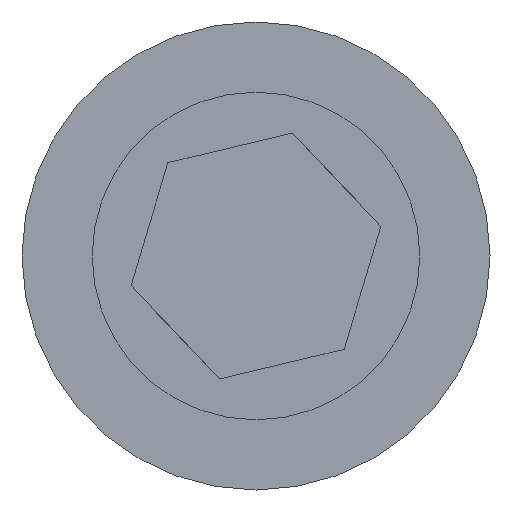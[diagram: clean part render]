
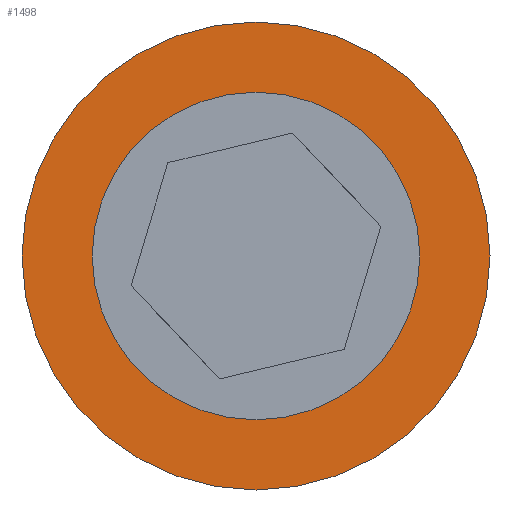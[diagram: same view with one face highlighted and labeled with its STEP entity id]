
A CAD part, front view. The second image highlights one B-rep face of the part: STEP entity #1498.
In plain terms, the highlighted planar face has unit normal (0, -1, 0).
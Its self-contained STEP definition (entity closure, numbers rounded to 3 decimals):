
#18 = EDGE_CURVE ( 'NONE', #165, #413, #1006, .T. ) ;
#115 = CARTESIAN_POINT ( 'NONE',  ( 0., 0., 0. ) ) ;
#119 = DIRECTION ( 'NONE',  ( 0., -1., 0. ) ) ;
#125 = DIRECTION ( 'NONE',  ( 0., 0., 1. ) ) ;
#148 = VERTEX_POINT ( 'NONE', #957 ) ;
#165 = VERTEX_POINT ( 'NONE', #793 ) ;
#212 = CARTESIAN_POINT ( 'NONE',  ( 0., 0., 20. ) ) ;
#372 = FACE_OUTER_BOUND ( 'NONE', #956, .T. ) ;
#413 = VERTEX_POINT ( 'NONE', #212 ) ;
#434 = CARTESIAN_POINT ( 'NONE',  ( 0., 0., 0. ) ) ;
#461 = DIRECTION ( 'NONE',  ( 0., 0., 1. ) ) ;
#480 = EDGE_LOOP ( 'NONE', ( #1332, #1078 ) ) ;
#549 = AXIS2_PLACEMENT_3D ( 'NONE', #1237, #686, #1209 ) ;
#557 = AXIS2_PLACEMENT_3D ( 'NONE', #115, #119, #125 ) ;
#581 = DIRECTION ( 'NONE',  ( 0., 1., 0. ) ) ;
#622 = DIRECTION ( 'NONE',  ( 0., 0., 1. ) ) ;
#686 = DIRECTION ( 'NONE',  ( 0., 1., 0. ) ) ;
#687 = CIRCLE ( 'NONE', #557, 6. ) ;
#769 = FACE_BOUND ( 'NONE', #480, .T. ) ;
#793 = CARTESIAN_POINT ( 'NONE',  ( 0., 0., -20. ) ) ;
#863 = PLANE ( 'NONE',  #1138 ) ;
#868 = EDGE_CURVE ( 'NONE', #148, #1083, #687, .T. ) ;
#956 = EDGE_LOOP ( 'NONE', ( #1673, #1568 ) ) ;
#957 = CARTESIAN_POINT ( 'NONE',  ( 5.749, 0., -1.718 ) ) ;
#968 = AXIS2_PLACEMENT_3D ( 'NONE', #434, #581, #461 ) ;
#981 = CARTESIAN_POINT ( 'NONE',  ( -5.749, 0., 1.718 ) ) ;
#1006 = CIRCLE ( 'NONE', #968, 20. ) ;
#1038 = AXIS2_PLACEMENT_3D ( 'NONE', #1415, #1461, #1462 ) ;
#1078 = ORIENTED_EDGE ( 'NONE', *, *, #868, .F. ) ;
#1083 = VERTEX_POINT ( 'NONE', #981 ) ;
#1138 = AXIS2_PLACEMENT_3D ( 'NONE', #1173, #1452, #622 ) ;
#1173 = CARTESIAN_POINT ( 'NONE',  ( 0., 0., 0. ) ) ;
#1209 = DIRECTION ( 'NONE',  ( 0., 0., 1. ) ) ;
#1237 = CARTESIAN_POINT ( 'NONE',  ( 0., 0., 0. ) ) ;
#1332 = ORIENTED_EDGE ( 'NONE', *, *, #1718, .F. ) ;
#1415 = CARTESIAN_POINT ( 'NONE',  ( 0., 0., 0. ) ) ;
#1430 = CIRCLE ( 'NONE', #549, 20. ) ;
#1452 = DIRECTION ( 'NONE',  ( 0., 1., 0. ) ) ;
#1461 = DIRECTION ( 'NONE',  ( 0., -1., 0. ) ) ;
#1462 = DIRECTION ( 'NONE',  ( 0., 0., 1. ) ) ;
#1498 = ADVANCED_FACE ( 'NONE', ( #769, #372 ), #863, .F. ) ;
#1542 = EDGE_CURVE ( 'NONE', #413, #165, #1430, .T. ) ;
#1543 = CIRCLE ( 'NONE', #1038, 6. ) ;
#1568 = ORIENTED_EDGE ( 'NONE', *, *, #18, .F. ) ;
#1673 = ORIENTED_EDGE ( 'NONE', *, *, #1542, .F. ) ;
#1718 = EDGE_CURVE ( 'NONE', #1083, #148, #1543, .T. ) ;
